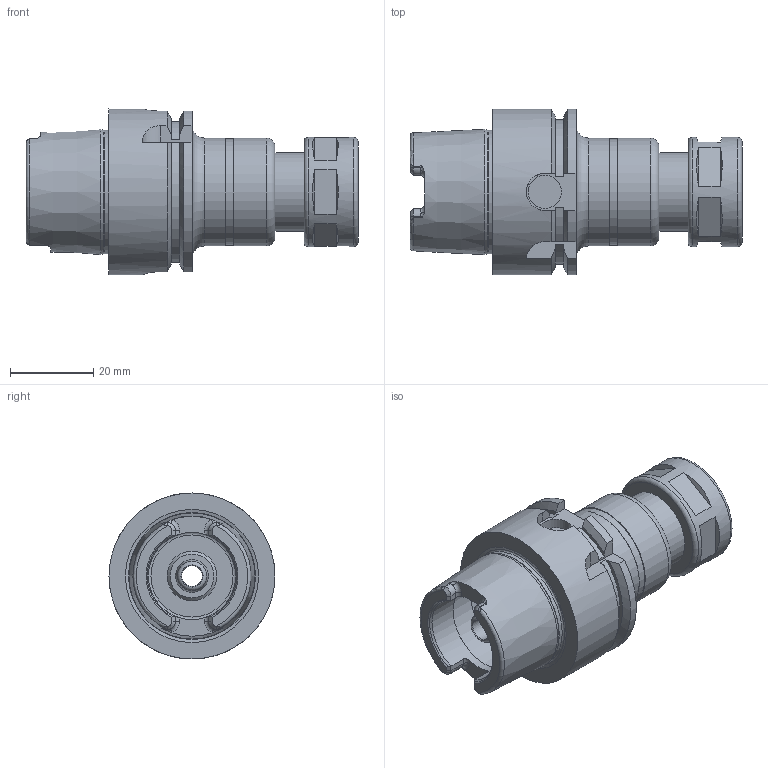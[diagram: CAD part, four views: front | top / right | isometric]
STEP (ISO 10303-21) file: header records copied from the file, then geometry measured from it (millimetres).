
FILE_DESCRIPTION((''),'2;1');
FILE_NAME('536016109060-3D.stp','2020-01-06T18:42:36',('nttooll'),(''),'Autodesk Inventor 2012','Autodesk Inventor 2012','');
FILE_SCHEMA(('AUTOMOTIVE_DESIGN { 1 0 10303 214 1 1 1 1 }'));
Length unit declared in the file: millimetre
Products named in the file (1): 536016109060-3D
Bounding box: 80 x 40 x 40 mm (x, y, z)
Volume: 40133.5 mm3; surface area: 15715.1 mm2
Topology: 1 solids, 1 shells, 172 faces, 391 edges, 243 vertices
Faces by surface type: plane 78, cylinder 45, cone 28, torus 21
Full cylindrical faces by diameter (mm): 5 x1, 5.103 x1, 6.5 x1, 7.5 x1, 8 x2, 9.3 x1, 10.5 x1, 12 x1, 13 x1, 13.5 x1, 15.5 x1, 19 x2, 21 x1, 21.8 x1, 25.5 x1, 25.6 x1, 26 x2, 26.3 x1, 29.8 x1, 40 x1
Entity records: 4699 total; most frequent: CARTESIAN_POINT 1002, DIRECTION 797, ORIENTED_EDGE 674, EDGE_CURVE 337, AXIS2_PLACEMENT_3D 331, EDGE_LOOP 245, VERTEX_POINT 238, FACE_OUTER_BOUND 172
